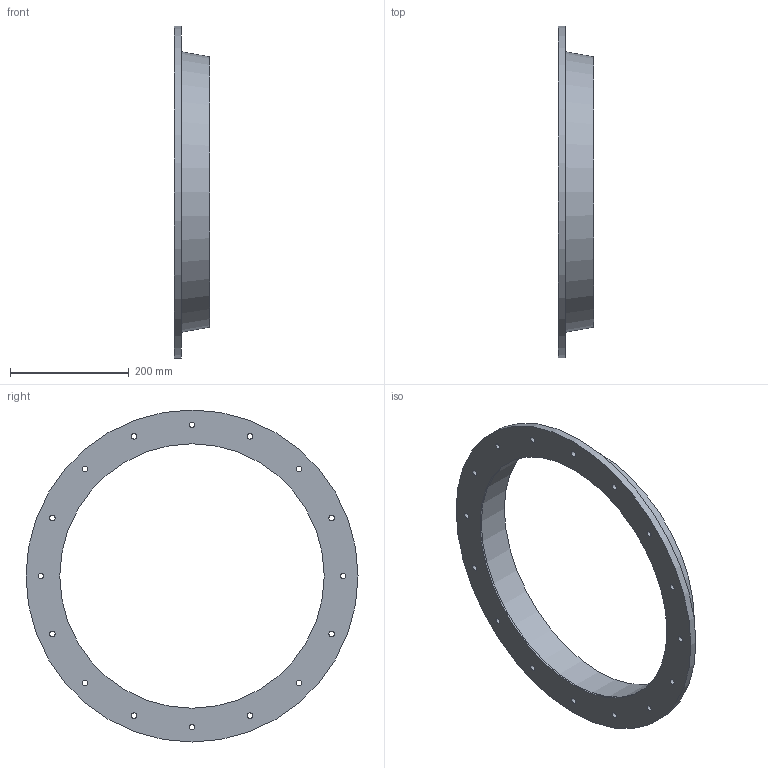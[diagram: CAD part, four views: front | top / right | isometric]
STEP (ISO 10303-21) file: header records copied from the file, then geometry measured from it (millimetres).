
FILE_DESCRIPTION( ( 'STEP AP214' ), '1' );
FILE_NAME( '7000500H.stp', '2021-12-20T08:20:30', ( 'License CC BY-ND 4.0' ), ( 'CADENAS' ), ' ', 'PARTsolutions', ' ' );
FILE_SCHEMA( ( 'AUTOMOTIVE_DESIGN { 1 0 10303 214 1 1 1 1 }' ) );
Length unit declared in the file: millimetre
Products named in the file (1): _7000500H
Bounding box: 60 x 560 x 560 mm (x, y, z)
Volume: 1541456.4 mm3; surface area: 348274.1 mm2
Topology: 1 solids, 1 shells, 24 faces, 60 edges, 40 vertices
Faces by surface type: cylinder 19, plane 4, cone 1
Full cylindrical faces by diameter (mm): 9.5 x16, 446 x1, 450 x1, 560 x1
Entity records: 920 total; most frequent: DIRECTION 130, CARTESIAN_POINT 105, EDGE_LOOP 80, ORIENTED_EDGE 80, AXIS2_PLACEMENT_3D 65, FACE_OUTER_BOUND 43, EDGE_CURVE 40, VERTEX_POINT 40
